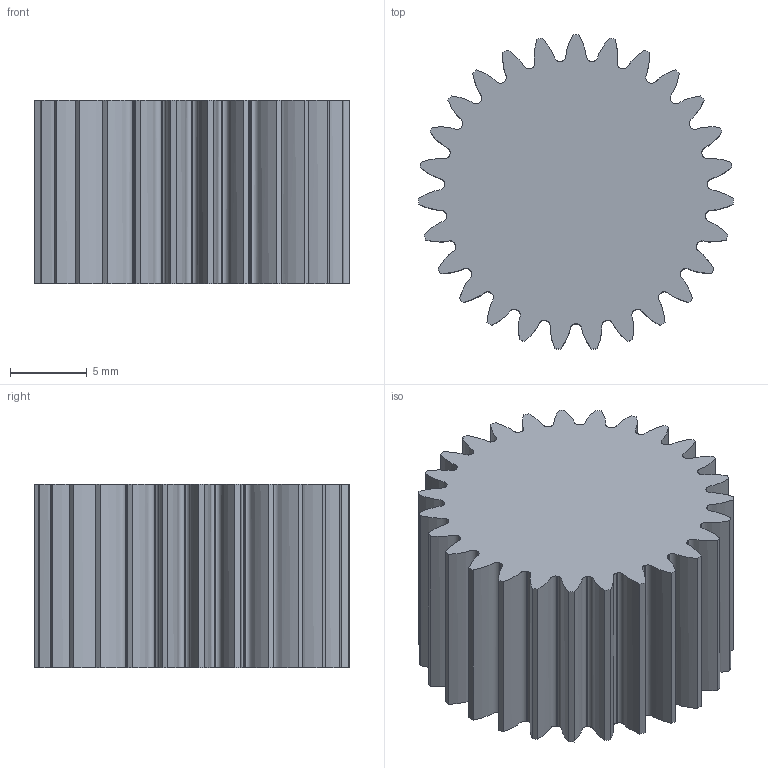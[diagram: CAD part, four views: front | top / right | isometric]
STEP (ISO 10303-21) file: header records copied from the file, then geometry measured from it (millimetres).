
FILE_DESCRIPTION(/* description */ ('STEP AP203'),/* implementation_level */ '2;1');
FILE_NAME(/* name */ 'KISSsoft_sungear',/* time_stamp */ '2022-12-01T19:22:37-05:00',/* author */ (' '),/* organization */ (' '),/* preprocessor_version */ 'ST-DEVELOPER v18.101',/* originating_system */ ' ',/* authorisation */ ' ');
FILE_SCHEMA (('CONFIG_CONTROL_DESIGN'));
Length unit declared in the file: millimetre
Products named in the file (1): id2
Bounding box: 20.57 x 20.54 x 12 mm (x, y, z)
Volume: 3357.6 mm3; surface area: 1994.9 mm2
Topology: 1 solids, 1 shells, 137 faces, 405 edges, 270 vertices
Faces by surface type: plane 56, bspline 54, cylinder 27
Entity records: 6498 total; most frequent: CARTESIAN_POINT 3135, ORIENTED_EDGE 810, DIRECTION 519, EDGE_CURVE 405, VERTEX_POINT 270, LINE 243, VECTOR 243, AXIS2_PLACEMENT_3D 138
